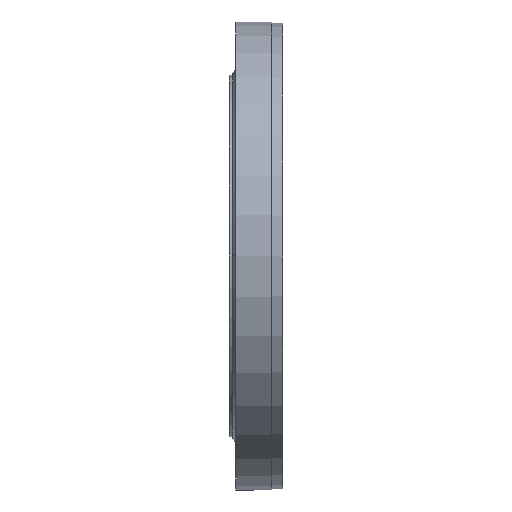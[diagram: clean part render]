
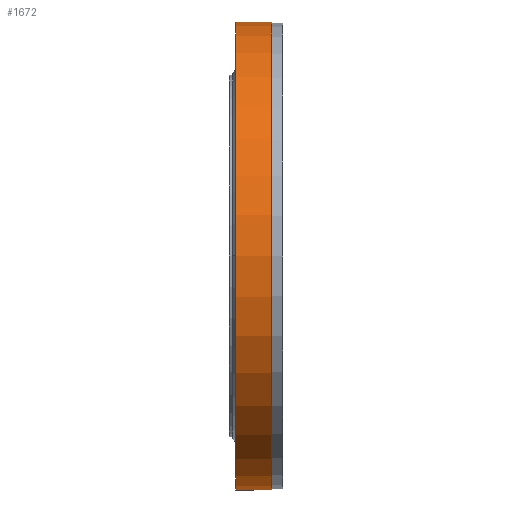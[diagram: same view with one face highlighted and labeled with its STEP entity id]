
A CAD part, left-side view. The second image highlights one B-rep face of the part: STEP entity #1672.
In plain terms, the highlighted cylindrical face has radius 220 mm (diameter 440 mm), a partial arc.
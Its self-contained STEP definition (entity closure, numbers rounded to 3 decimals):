
#247 = DIRECTION ( 'NONE',  ( 0., 1., 0. ) ) ;
#315 = CARTESIAN_POINT ( 'NONE',  ( 0., 22.164, 220. ) ) ;
#366 = LINE ( 'NONE', #4383, #739 ) ;
#503 = AXIS2_PLACEMENT_3D ( 'NONE', #775, #688, #646 ) ;
#541 = CIRCLE ( 'NONE', #4636, 220. ) ;
#646 = DIRECTION ( 'NONE',  ( 0., 0., -1. ) ) ;
#688 = DIRECTION ( 'NONE',  ( 0., -1., 0. ) ) ;
#739 = VECTOR ( 'NONE', #3153, 1000. ) ;
#742 = FACE_OUTER_BOUND ( 'NONE', #2689, .T. ) ;
#775 = CARTESIAN_POINT ( 'NONE',  ( 0., -15., 0. ) ) ;
#914 = CARTESIAN_POINT ( 'NONE',  ( 0., 19., -220. ) ) ;
#916 = ORIENTED_EDGE ( 'NONE', *, *, #4188, .T. ) ;
#954 = AXIS2_PLACEMENT_3D ( 'NONE', #4021, #3011, #4110 ) ;
#1023 = VECTOR ( 'NONE', #247, 1000. ) ;
#1352 = CYLINDRICAL_SURFACE ( 'NONE', #954, 220. ) ;
#1578 = VERTEX_POINT ( 'NONE', #2447 ) ;
#1672 = ADVANCED_FACE ( 'NONE', ( #742 ), #1352, .T. ) ;
#1729 = CARTESIAN_POINT ( 'NONE',  ( 0., -15., -220. ) ) ;
#1937 = LINE ( 'NONE', #315, #1023 ) ;
#1979 = EDGE_CURVE ( 'NONE', #4506, #2940, #3090, .T. ) ;
#2233 = EDGE_CURVE ( 'NONE', #2632, #1578, #541, .T. ) ;
#2447 = CARTESIAN_POINT ( 'NONE',  ( 0., 19., 220. ) ) ;
#2632 = VERTEX_POINT ( 'NONE', #914 ) ;
#2689 = EDGE_LOOP ( 'NONE', ( #4240, #4457, #916, #2936 ) ) ;
#2936 = ORIENTED_EDGE ( 'NONE', *, *, #2233, .F. ) ;
#2940 = VERTEX_POINT ( 'NONE', #1729 ) ;
#3011 = DIRECTION ( 'NONE',  ( 0., 1., 0. ) ) ;
#3090 = CIRCLE ( 'NONE', #503, 220. ) ;
#3144 = CARTESIAN_POINT ( 'NONE',  ( 0., 19., 0. ) ) ;
#3153 = DIRECTION ( 'NONE',  ( 0., 1., 0. ) ) ;
#3174 = DIRECTION ( 'NONE',  ( 0., 1., 0. ) ) ;
#3215 = DIRECTION ( 'NONE',  ( 0., 0., 1. ) ) ;
#4021 = CARTESIAN_POINT ( 'NONE',  ( 0., 22.164, 0. ) ) ;
#4110 = DIRECTION ( 'NONE',  ( 0., 0., 1. ) ) ;
#4188 = EDGE_CURVE ( 'NONE', #4506, #1578, #1937, .T. ) ;
#4240 = ORIENTED_EDGE ( 'NONE', *, *, #4509, .F. ) ;
#4303 = CARTESIAN_POINT ( 'NONE',  ( 0., -15., 220. ) ) ;
#4383 = CARTESIAN_POINT ( 'NONE',  ( 0., 22.164, -220. ) ) ;
#4457 = ORIENTED_EDGE ( 'NONE', *, *, #1979, .F. ) ;
#4506 = VERTEX_POINT ( 'NONE', #4303 ) ;
#4509 = EDGE_CURVE ( 'NONE', #2940, #2632, #366, .T. ) ;
#4636 = AXIS2_PLACEMENT_3D ( 'NONE', #3144, #3174, #3215 ) ;
